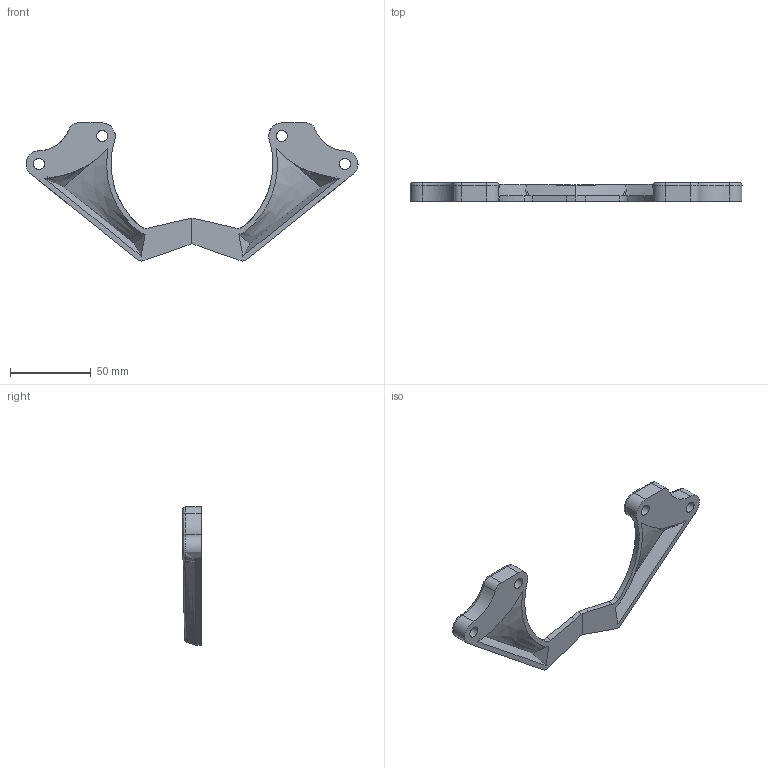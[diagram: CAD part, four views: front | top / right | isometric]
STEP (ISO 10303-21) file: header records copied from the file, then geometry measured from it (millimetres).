
FILE_DESCRIPTION(('FreeCAD Model'),'2;1');
FILE_NAME('Open CASCADE Shape Model','2025-05-07T19:10:55',('FreeCAD'),( 'FreeCAD'),'Open CASCADE STEP processor 7.6','FreeCAD','Unknown');
FILE_SCHEMA(('AUTOMOTIVE_DESIGN { 1 0 10303 214 1 1 1 1 }'));
Length unit declared in the file: millimetre
Products named in the file (1): Open CASCADE STEP translator 7.6 1
Bounding box: 205.71 x 11.52 x 85.52 mm (x, y, z)
Volume: 44954.1 mm3; surface area: 20790.2 mm2
Topology: 2 solids, 2 shells, 122 faces, 309 edges, 189 vertices
Faces by surface type: bspline 122
Entity records: 5114 total; most frequent: CARTESIAN_POINT 3326, ORIENTED_EDGE 602, EDGE_CURVE 301, B_SPLINE_CURVE_WITH_KNOTS 205, VERTEX_POINT 189, FACE_BOUND 136, EDGE_LOOP 136, ADVANCED_FACE 122
